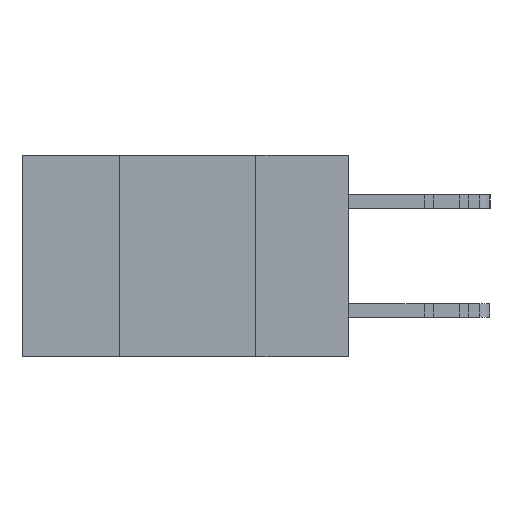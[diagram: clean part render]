
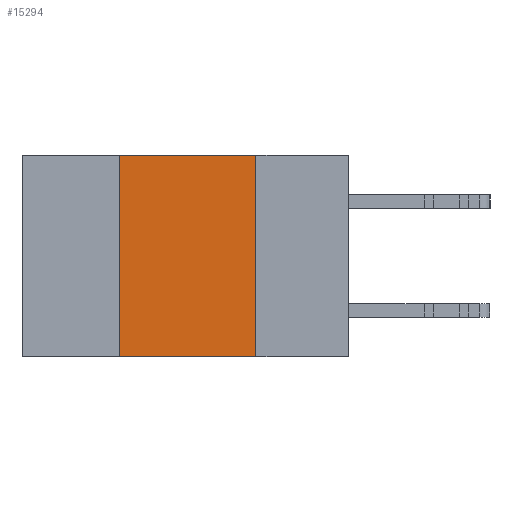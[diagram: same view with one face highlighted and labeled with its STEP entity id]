
A CAD part, left-side view. The second image highlights one B-rep face of the part: STEP entity #15294.
In plain terms, the highlighted planar face has unit normal (-1, 0, 0).
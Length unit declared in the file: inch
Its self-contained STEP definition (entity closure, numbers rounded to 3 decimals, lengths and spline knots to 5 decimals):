
#921 = AXIS2_PLACEMENT_3D ( 'NONE', #6021, #16471, #14483 ) ;
#1392 = VERTEX_POINT ( 'NONE', #11058 ) ;
#2147 = VECTOR ( 'NONE', #18856, 39.37008 ) ;
#2240 = DIRECTION ( 'NONE',  ( 0., -1., 0. ) ) ;
#2411 = VECTOR ( 'NONE', #2240, 39.37008 ) ;
#3410 = LINE ( 'NONE', #13378, #12107 ) ;
#3505 = VERTEX_POINT ( 'NONE', #13113 ) ;
#3949 = EDGE_CURVE ( 'NONE', #18860, #20089, #6982, .T. ) ;
#6021 = CARTESIAN_POINT ( 'NONE',  ( 0., 0.6, 0. ) ) ;
#6405 = FACE_OUTER_BOUND ( 'NONE', #17085, .T. ) ;
#6715 = CARTESIAN_POINT ( 'NONE',  ( 0., 0.17, -0.37 ) ) ;
#6982 = LINE ( 'NONE', #6715, #7792 ) ;
#7227 = CARTESIAN_POINT ( 'NONE',  ( 0., 0.42, -0.37 ) ) ;
#7792 = VECTOR ( 'NONE', #8853, 39.37008 ) ;
#8707 = EDGE_CURVE ( 'NONE', #1392, #18860, #18807, .T. ) ;
#8853 = DIRECTION ( 'NONE',  ( 0., 0., -1. ) ) ;
#9412 = ORIENTED_EDGE ( 'NONE', *, *, #8707, .F. ) ;
#11058 = CARTESIAN_POINT ( 'NONE',  ( 0., 0.42, 0. ) ) ;
#12107 = VECTOR ( 'NONE', #25703, 39.37008 ) ;
#13113 = CARTESIAN_POINT ( 'NONE',  ( 0., 0.42, -0.37 ) ) ;
#13378 = CARTESIAN_POINT ( 'NONE',  ( 0., 0.6, -0.37 ) ) ;
#13632 = EDGE_CURVE ( 'NONE', #3505, #1392, #22986, .T. ) ;
#14483 = DIRECTION ( 'NONE',  ( 0., 0., -1. ) ) ;
#14853 = ORIENTED_EDGE ( 'NONE', *, *, #13632, .F. ) ;
#15294 = ADVANCED_FACE ( 'NONE', ( #6405 ), #24560, .F. ) ;
#15957 = ORIENTED_EDGE ( 'NONE', *, *, #24707, .T. ) ;
#16453 = CARTESIAN_POINT ( 'NONE',  ( 0., 0.6, 0. ) ) ;
#16471 = DIRECTION ( 'NONE',  ( 1., 0., 0. ) ) ;
#17085 = EDGE_LOOP ( 'NONE', ( #24189, #9412, #14853, #15957 ) ) ;
#17946 = CARTESIAN_POINT ( 'NONE',  ( 0., 0.17, -0.37 ) ) ;
#18807 = LINE ( 'NONE', #16453, #2411 ) ;
#18856 = DIRECTION ( 'NONE',  ( 0., 0., 1. ) ) ;
#18860 = VERTEX_POINT ( 'NONE', #24566 ) ;
#20089 = VERTEX_POINT ( 'NONE', #17946 ) ;
#22986 = LINE ( 'NONE', #7227, #2147 ) ;
#24189 = ORIENTED_EDGE ( 'NONE', *, *, #3949, .F. ) ;
#24560 = PLANE ( 'NONE',  #921 ) ;
#24566 = CARTESIAN_POINT ( 'NONE',  ( 0., 0.17, 0. ) ) ;
#24707 = EDGE_CURVE ( 'NONE', #3505, #20089, #3410, .T. ) ;
#25703 = DIRECTION ( 'NONE',  ( 0., -1., 0. ) ) ;
